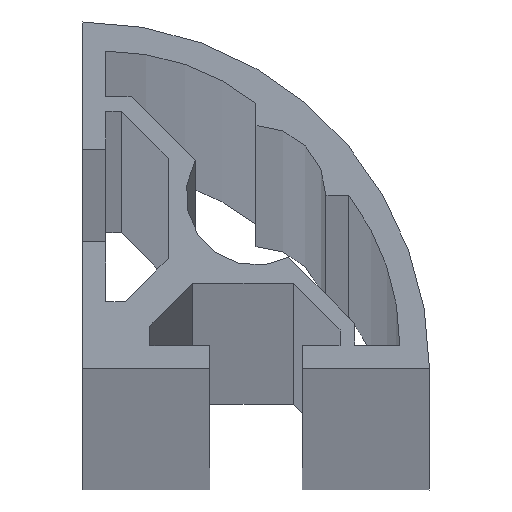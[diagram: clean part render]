
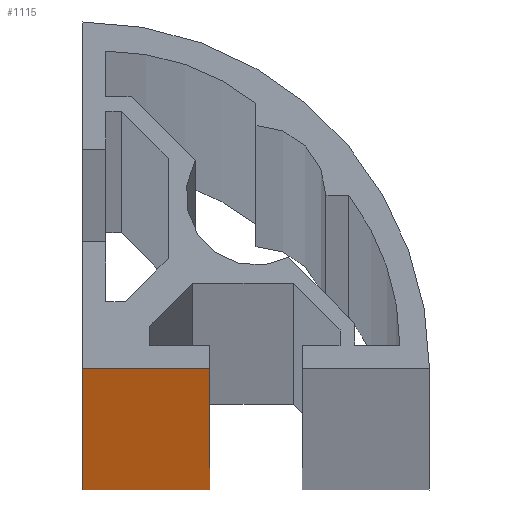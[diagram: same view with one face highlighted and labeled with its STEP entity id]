
A CAD part, top view. The second image highlights one B-rep face of the part: STEP entity #1115.
In plain terms, the highlighted planar face has unit normal (0, -1, 0).
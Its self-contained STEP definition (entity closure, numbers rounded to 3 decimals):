
#2 = LINE ( 'NONE', #421, #3 ) ;
#3 = VECTOR ( 'NONE', #422, 1000. ) ;
#58 = FACE_OUTER_BOUND ( 'NONE', #820, .T. ) ;
#88 = ORIENTED_EDGE ( 'NONE', *, *, #1073, .T. ) ;
#90 = ORIENTED_EDGE ( 'NONE', *, *, #1069, .F. ) ;
#170 = PLANE ( 'NONE',  #664 ) ;
#171 = CARTESIAN_POINT ( 'NONE',  ( -15., -15., 0. ) ) ;
#172 = DIRECTION ( 'NONE',  ( 0., -1., 0. ) ) ;
#173 = DIRECTION ( 'NONE',  ( 0., 0., -1. ) ) ;
#413 = CARTESIAN_POINT ( 'NONE',  ( 0.091, -15., 0. ) ) ;
#414 = DIRECTION ( 'NONE',  ( 1., 0., 0. ) ) ;
#415 = CARTESIAN_POINT ( 'NONE',  ( -4., -15., -3000. ) ) ;
#416 = DIRECTION ( 'NONE',  ( 0., 0., -1. ) ) ;
#417 = CARTESIAN_POINT ( 'NONE',  ( 0.091, -15., -6000. ) ) ;
#418 = DIRECTION ( 'NONE',  ( 1., 0., 0. ) ) ;
#421 = CARTESIAN_POINT ( 'NONE',  ( -15., -15., -3000. ) ) ;
#422 = DIRECTION ( 'NONE',  ( 0., 0., -1. ) ) ;
#430 = CARTESIAN_POINT ( 'NONE',  ( -15., -15., 0. ) ) ;
#595 = CARTESIAN_POINT ( 'NONE',  ( -4., -15., 0. ) ) ;
#601 = CARTESIAN_POINT ( 'NONE',  ( -15., -15., -6000. ) ) ;
#602 = CARTESIAN_POINT ( 'NONE',  ( -4., -15., -6000. ) ) ;
#664 = AXIS2_PLACEMENT_3D ( 'NONE', #171, #172, #173 ) ;
#820 = EDGE_LOOP ( 'NONE', ( #866, #872, #90, #88 ) ) ;
#866 = ORIENTED_EDGE ( 'NONE', *, *, #1071, .T. ) ;
#872 = ORIENTED_EDGE ( 'NONE', *, *, #1070, .F. ) ;
#1069 = EDGE_CURVE ( 'NONE', #1156, #1141, #1268, .T. ) ;
#1070 = EDGE_CURVE ( 'NONE', #1141, #1148, #1270, .T. ) ;
#1071 = EDGE_CURVE ( 'NONE', #1147, #1148, #1272, .T. ) ;
#1073 = EDGE_CURVE ( 'NONE', #1156, #1147, #2, .T. ) ;
#1115 = ADVANCED_FACE ( 'NONE', ( #58 ), #170, .T. ) ;
#1141 = VERTEX_POINT ( 'NONE', #595 ) ;
#1147 = VERTEX_POINT ( 'NONE', #601 ) ;
#1148 = VERTEX_POINT ( 'NONE', #602 ) ;
#1156 = VERTEX_POINT ( 'NONE', #430 ) ;
#1268 = LINE ( 'NONE', #413, #1269 ) ;
#1269 = VECTOR ( 'NONE', #414, 1000. ) ;
#1270 = LINE ( 'NONE', #415, #1271 ) ;
#1271 = VECTOR ( 'NONE', #416, 1000. ) ;
#1272 = LINE ( 'NONE', #417, #1273 ) ;
#1273 = VECTOR ( 'NONE', #418, 1000. ) ;
